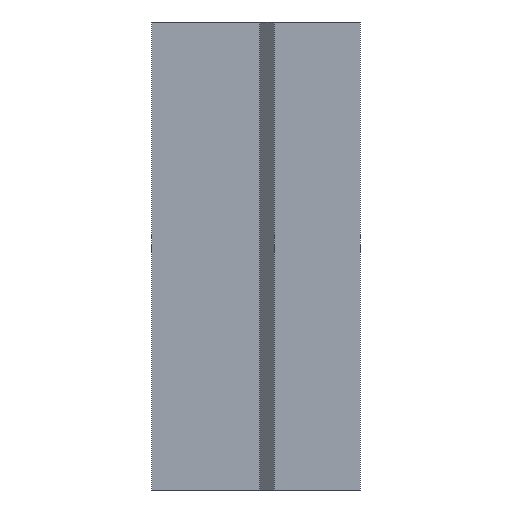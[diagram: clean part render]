
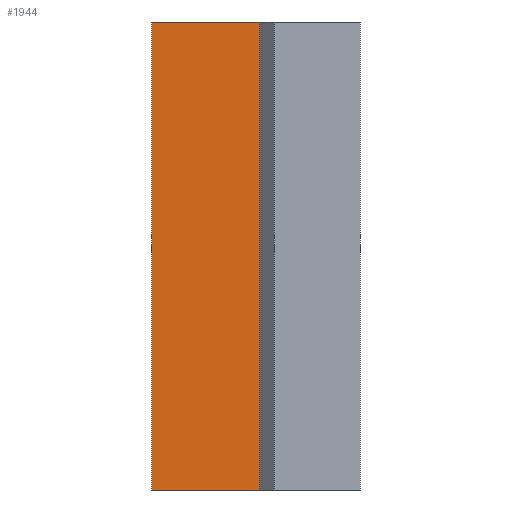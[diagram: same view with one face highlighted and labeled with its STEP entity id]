
A CAD part, left-side view. The second image highlights one B-rep face of the part: STEP entity #1944.
In plain terms, the highlighted planar face has unit normal (-1, 0, 0).
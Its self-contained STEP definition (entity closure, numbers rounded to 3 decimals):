
#18=FACE_OUTER_BOUND('',#116,.T.);
#116=EDGE_LOOP('',(#1279,#1280,#1281,#1282));
#214=LINE('',#2646,#502);
#222=LINE('',#2664,#510);
#223=LINE('',#2666,#511);
#224=LINE('',#2667,#512);
#502=VECTOR('',#2158,10.);
#510=VECTOR('',#2172,10.);
#511=VECTOR('',#2173,10.);
#512=VECTOR('',#2174,10.);
#787=VERTEX_POINT('',#2639);
#790=VERTEX_POINT('',#2644);
#797=VERTEX_POINT('',#2663);
#798=VERTEX_POINT('',#2665);
#982=EDGE_CURVE('',#790,#787,#214,.T.);
#990=EDGE_CURVE('',#797,#790,#222,.T.);
#991=EDGE_CURVE('',#798,#797,#223,.T.);
#992=EDGE_CURVE('',#787,#798,#224,.T.);
#1279=ORIENTED_EDGE('',*,*,#982,.F.);
#1280=ORIENTED_EDGE('',*,*,#990,.F.);
#1281=ORIENTED_EDGE('',*,*,#991,.F.);
#1282=ORIENTED_EDGE('',*,*,#992,.F.);
#1846=PLANE('',#2056);
#1944=ADVANCED_FACE('',(#18),#1846,.F.);
#2056=AXIS2_PLACEMENT_3D('',#2662,#2170,#2171);
#2158=DIRECTION('',(0.,0.,-1.));
#2170=DIRECTION('center_axis',(1.,0.,0.));
#2171=DIRECTION('ref_axis',(0.,0.,1.));
#2172=DIRECTION('',(0.,-1.,0.));
#2173=DIRECTION('',(0.,0.,1.));
#2174=DIRECTION('',(0.,1.,0.));
#2639=CARTESIAN_POINT('',(-66.5,-19.2,0.));
#2644=CARTESIAN_POINT('',(-66.5,-19.2,83.));
#2646=CARTESIAN_POINT('',(-66.5,-19.2,20.75));
#2662=CARTESIAN_POINT('Origin',(-66.5,0.,0.));
#2663=CARTESIAN_POINT('',(-66.5,0.,83.));
#2664=CARTESIAN_POINT('',(-66.5,0.,83.));
#2665=CARTESIAN_POINT('',(-66.5,0.,0.));
#2666=CARTESIAN_POINT('',(-66.5,0.,20.75));
#2667=CARTESIAN_POINT('',(-66.5,0.,0.));
